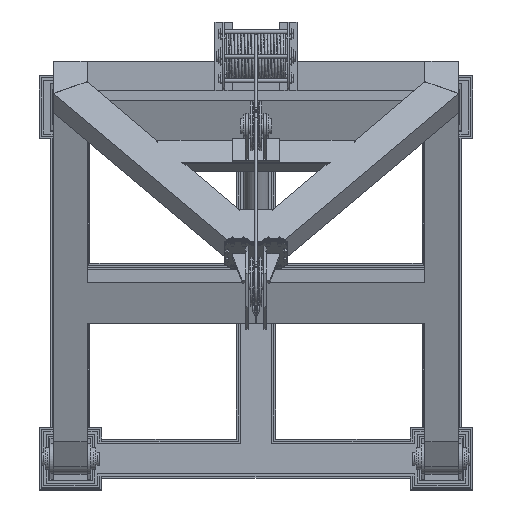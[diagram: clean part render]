
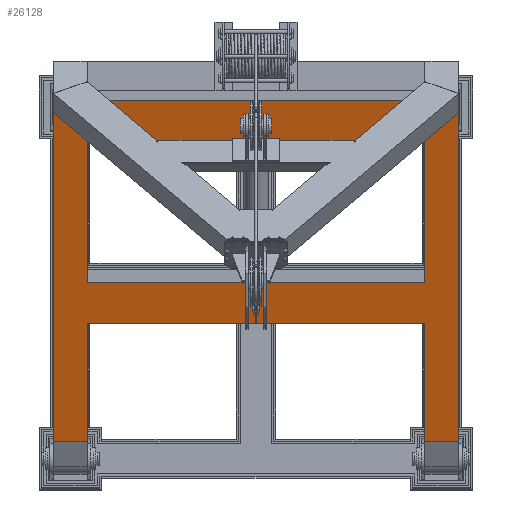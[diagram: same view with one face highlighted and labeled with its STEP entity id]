
A CAD part, top view. The second image highlights one B-rep face of the part: STEP entity #26128.
In plain terms, the highlighted planar face has unit normal (0, -0.309, 0.951).
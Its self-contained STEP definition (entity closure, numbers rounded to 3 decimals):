
#2218=FACE_BOUND('',#4755,.T.);
#3143=FACE_OUTER_BOUND('',#4754,.T.);
#4754=EDGE_LOOP('',(#21106,#21107,#21108,#21109,#21110,#21111,#21112,#21113,
#21114,#21115,#21116,#21117));
#4755=EDGE_LOOP('',(#21118,#21119,#21120,#21121));
#7183=LINE('',#40912,#9843);
#7187=LINE('',#40920,#9847);
#7197=LINE('',#40939,#9857);
#7204=LINE('',#40959,#9864);
#7307=LINE('',#41295,#9967);
#7308=LINE('',#41297,#9968);
#7309=LINE('',#41299,#9969);
#7310=LINE('',#41301,#9970);
#7311=LINE('',#41302,#9971);
#7312=LINE('',#41304,#9972);
#7313=LINE('',#41306,#9973);
#7314=LINE('',#41307,#9974);
#7315=LINE('',#41310,#9975);
#7316=LINE('',#41312,#9976);
#7317=LINE('',#41314,#9977);
#7318=LINE('',#41315,#9978);
#9843=VECTOR('',#33081,10.);
#9847=VECTOR('',#33085,10.);
#9857=VECTOR('',#33097,10.);
#9864=VECTOR('',#33114,10.);
#9967=VECTOR('',#33541,10.);
#9968=VECTOR('',#33542,10.);
#9969=VECTOR('',#33543,10.);
#9970=VECTOR('',#33544,10.);
#9971=VECTOR('',#33545,10.);
#9972=VECTOR('',#33546,10.);
#9973=VECTOR('',#33547,10.);
#9974=VECTOR('',#33548,10.);
#9975=VECTOR('',#33549,10.);
#9976=VECTOR('',#33550,10.);
#9977=VECTOR('',#33551,10.);
#9978=VECTOR('',#33552,10.);
#12146=VERTEX_POINT('',#40909);
#12147=VERTEX_POINT('',#40911);
#12150=VERTEX_POINT('',#40917);
#12151=VERTEX_POINT('',#40919);
#12159=VERTEX_POINT('',#40938);
#12167=VERTEX_POINT('',#40957);
#12238=VERTEX_POINT('',#41294);
#12239=VERTEX_POINT('',#41296);
#12240=VERTEX_POINT('',#41298);
#12241=VERTEX_POINT('',#41300);
#12242=VERTEX_POINT('',#41303);
#12243=VERTEX_POINT('',#41305);
#12244=VERTEX_POINT('',#41308);
#12245=VERTEX_POINT('',#41309);
#12246=VERTEX_POINT('',#41311);
#12247=VERTEX_POINT('',#41313);
#15179=EDGE_CURVE('',#12147,#12146,#7183,.T.);
#15183=EDGE_CURVE('',#12151,#12150,#7187,.T.);
#15193=EDGE_CURVE('',#12159,#12151,#7197,.T.);
#15203=EDGE_CURVE('',#12167,#12146,#7204,.T.);
#15374=EDGE_CURVE('',#12238,#12167,#7307,.T.);
#15375=EDGE_CURVE('',#12238,#12239,#7308,.T.);
#15376=EDGE_CURVE('',#12240,#12239,#7309,.T.);
#15377=EDGE_CURVE('',#12241,#12240,#7310,.T.);
#15378=EDGE_CURVE('',#12159,#12241,#7311,.T.);
#15379=EDGE_CURVE('',#12242,#12150,#7312,.T.);
#15380=EDGE_CURVE('',#12242,#12243,#7313,.T.);
#15381=EDGE_CURVE('',#12243,#12147,#7314,.T.);
#15382=EDGE_CURVE('',#12244,#12245,#7315,.T.);
#15383=EDGE_CURVE('',#12245,#12246,#7316,.T.);
#15384=EDGE_CURVE('',#12247,#12246,#7317,.T.);
#15385=EDGE_CURVE('',#12244,#12247,#7318,.T.);
#21106=ORIENTED_EDGE('',*,*,#15179,.T.);
#21107=ORIENTED_EDGE('',*,*,#15203,.F.);
#21108=ORIENTED_EDGE('',*,*,#15374,.F.);
#21109=ORIENTED_EDGE('',*,*,#15375,.T.);
#21110=ORIENTED_EDGE('',*,*,#15376,.F.);
#21111=ORIENTED_EDGE('',*,*,#15377,.F.);
#21112=ORIENTED_EDGE('',*,*,#15378,.F.);
#21113=ORIENTED_EDGE('',*,*,#15193,.T.);
#21114=ORIENTED_EDGE('',*,*,#15183,.T.);
#21115=ORIENTED_EDGE('',*,*,#15379,.F.);
#21116=ORIENTED_EDGE('',*,*,#15380,.T.);
#21117=ORIENTED_EDGE('',*,*,#15381,.T.);
#21118=ORIENTED_EDGE('',*,*,#15382,.T.);
#21119=ORIENTED_EDGE('',*,*,#15383,.T.);
#21120=ORIENTED_EDGE('',*,*,#15384,.F.);
#21121=ORIENTED_EDGE('',*,*,#15385,.F.);
#24909=PLANE('',#28240);
#26128=ADVANCED_FACE('',(#3143,#2218),#24909,.T.);
#28240=AXIS2_PLACEMENT_3D('',#41293,#33539,#33540);
#33081=DIRECTION('',(-1.,0.,0.));
#33085=DIRECTION('',(-1.,0.,0.));
#33097=DIRECTION('',(0.,0.951,0.309));
#33114=DIRECTION('',(0.,0.951,0.309));
#33539=DIRECTION('center_axis',(0.,-0.309,0.951));
#33540=DIRECTION('ref_axis',(0.,0.951,0.309));
#33541=DIRECTION('',(-1.,0.,0.));
#33542=DIRECTION('',(0.,0.951,0.309));
#33543=DIRECTION('',(-1.,0.,0.));
#33544=DIRECTION('',(0.,0.951,0.309));
#33545=DIRECTION('',(-1.,0.,0.));
#33546=DIRECTION('',(0.,0.951,0.309));
#33547=DIRECTION('',(-1.,0.,0.));
#33548=DIRECTION('',(0.,0.951,0.309));
#33549=DIRECTION('',(-1.,0.,0.));
#33550=DIRECTION('',(0.,0.951,0.309));
#33551=DIRECTION('',(-1.,0.,0.));
#33552=DIRECTION('',(0.,0.951,0.309));
#40909=CARTESIAN_POINT('',(-2135.,2031.211,1072.903));
#40911=CARTESIAN_POINT('',(-1965.,2031.211,1072.903));
#40912=CARTESIAN_POINT('',(-950.,2031.211,1072.903));
#40917=CARTESIAN_POINT('',(-235.,2031.211,1072.903));
#40919=CARTESIAN_POINT('',(-65.,2031.211,1072.903));
#40920=CARTESIAN_POINT('',(-950.,2031.211,1072.903));
#40938=CARTESIAN_POINT('',(-65.,237.016,489.934));
#40939=CARTESIAN_POINT('',(-65.,668.845,630.244));
#40957=CARTESIAN_POINT('',(-2135.,237.016,489.934));
#40959=CARTESIAN_POINT('',(-2135.,237.016,489.934));
#41293=CARTESIAN_POINT('Origin',(-1900.,237.016,489.934));
#41294=CARTESIAN_POINT('',(-1965.,237.016,489.934));
#41295=CARTESIAN_POINT('',(-1900.,237.016,489.934));
#41296=CARTESIAN_POINT('',(-1965.,840.234,685.931));
#41297=CARTESIAN_POINT('',(-1965.,668.845,630.244));
#41298=CARTESIAN_POINT('',(-235.,840.234,685.931));
#41299=CARTESIAN_POINT('',(0.,840.234,685.931));
#41300=CARTESIAN_POINT('',(-235.,237.016,489.934));
#41301=CARTESIAN_POINT('',(-235.,237.016,489.934));
#41302=CARTESIAN_POINT('',(0.,237.016,489.934));
#41303=CARTESIAN_POINT('',(-235.,1982.924,1057.214));
#41304=CARTESIAN_POINT('',(-235.,237.016,489.934));
#41305=CARTESIAN_POINT('',(-1965.,1982.924,1057.214));
#41306=CARTESIAN_POINT('',(0.,1982.924,1057.214));
#41307=CARTESIAN_POINT('',(-1965.,668.845,630.244));
#41308=CARTESIAN_POINT('',(-235.,1049.466,753.915));
#41309=CARTESIAN_POINT('',(-1965.,1049.466,753.915));
#41310=CARTESIAN_POINT('',(0.,1049.466,753.915));
#41311=CARTESIAN_POINT('',(-1965.,1773.692,989.23));
#41312=CARTESIAN_POINT('',(-1965.,668.845,630.244));
#41313=CARTESIAN_POINT('',(-235.,1773.692,989.23));
#41314=CARTESIAN_POINT('',(0.,1773.692,989.23));
#41315=CARTESIAN_POINT('',(-235.,237.016,489.934));
